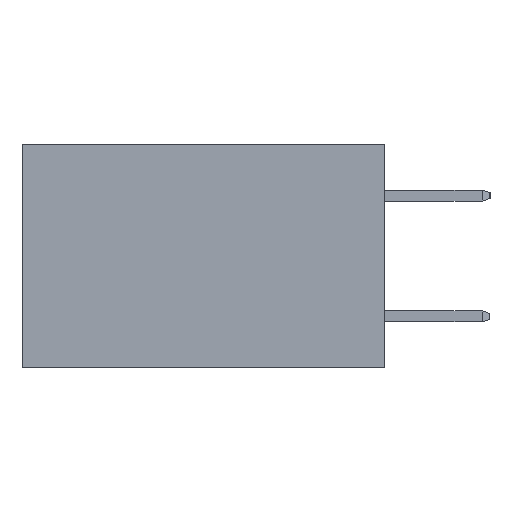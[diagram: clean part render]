
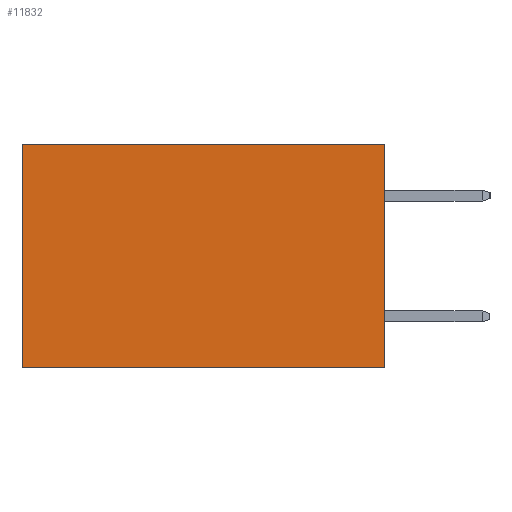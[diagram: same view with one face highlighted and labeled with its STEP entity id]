
A CAD part, left-side view. The second image highlights one B-rep face of the part: STEP entity #11832.
In plain terms, the highlighted planar face has unit normal (-1, 0, 0).
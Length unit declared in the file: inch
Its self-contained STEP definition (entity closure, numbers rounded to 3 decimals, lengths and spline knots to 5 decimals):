
#474 = CARTESIAN_POINT ( 'NONE',  ( 0.298, 0., -0.37 ) ) ;
#524 = ORIENTED_EDGE ( 'NONE', *, *, #18574, .T. ) ;
#958 = EDGE_CURVE ( 'NONE', #9725, #13753, #20877, .T. ) ;
#1751 = EDGE_CURVE ( 'NONE', #3858, #13753, #20276, .T. ) ;
#1769 = AXIS2_PLACEMENT_3D ( 'NONE', #21253, #23000, #12332 ) ;
#1897 = VECTOR ( 'NONE', #20355, 39.37008 ) ;
#2704 = CARTESIAN_POINT ( 'NONE',  ( 0.298, 0., 0. ) ) ;
#3253 = CARTESIAN_POINT ( 'NONE',  ( 0.298, 0.6, 0. ) ) ;
#3858 = VERTEX_POINT ( 'NONE', #5377 ) ;
#5086 = CARTESIAN_POINT ( 'NONE',  ( 0.298, 0., -0.37 ) ) ;
#5191 = EDGE_CURVE ( 'NONE', #6753, #9725, #7319, .T. ) ;
#5377 = CARTESIAN_POINT ( 'NONE',  ( 0.298, 0.6, 0. ) ) ;
#5835 = CARTESIAN_POINT ( 'NONE',  ( 0.298, 0., 0. ) ) ;
#6753 = VERTEX_POINT ( 'NONE', #2704 ) ;
#7319 = LINE ( 'NONE', #17708, #1897 ) ;
#8702 = PLANE ( 'NONE',  #1769 ) ;
#8898 = DIRECTION ( 'NONE',  ( 0., 0., -1. ) ) ;
#9725 = VERTEX_POINT ( 'NONE', #5086 ) ;
#10150 = CARTESIAN_POINT ( 'NONE',  ( 0.298, 0.6, -0.37 ) ) ;
#11832 = ADVANCED_FACE ( 'NONE', ( #23011 ), #8702, .F. ) ;
#12332 = DIRECTION ( 'NONE',  ( 0., 0., -1. ) ) ;
#12726 = LINE ( 'NONE', #5835, #16965 ) ;
#13753 = VERTEX_POINT ( 'NONE', #10150 ) ;
#15542 = VECTOR ( 'NONE', #8898, 39.37008 ) ;
#15631 = ORIENTED_EDGE ( 'NONE', *, *, #5191, .F. ) ;
#16162 = VECTOR ( 'NONE', #16321, 39.37008 ) ;
#16321 = DIRECTION ( 'NONE',  ( 0., 1., 0. ) ) ;
#16965 = VECTOR ( 'NONE', #21902, 39.37008 ) ;
#17223 = EDGE_LOOP ( 'NONE', ( #17383, #22221, #15631, #524 ) ) ;
#17383 = ORIENTED_EDGE ( 'NONE', *, *, #1751, .T. ) ;
#17708 = CARTESIAN_POINT ( 'NONE',  ( 0.298, 0., 0. ) ) ;
#18574 = EDGE_CURVE ( 'NONE', #6753, #3858, #12726, .T. ) ;
#20276 = LINE ( 'NONE', #3253, #15542 ) ;
#20355 = DIRECTION ( 'NONE',  ( 0., 0., -1. ) ) ;
#20877 = LINE ( 'NONE', #474, #16162 ) ;
#21253 = CARTESIAN_POINT ( 'NONE',  ( 0.298, 0., 0. ) ) ;
#21902 = DIRECTION ( 'NONE',  ( 0., 1., 0. ) ) ;
#22221 = ORIENTED_EDGE ( 'NONE', *, *, #958, .F. ) ;
#23000 = DIRECTION ( 'NONE',  ( 1., 0., 0. ) ) ;
#23011 = FACE_OUTER_BOUND ( 'NONE', #17223, .T. ) ;
